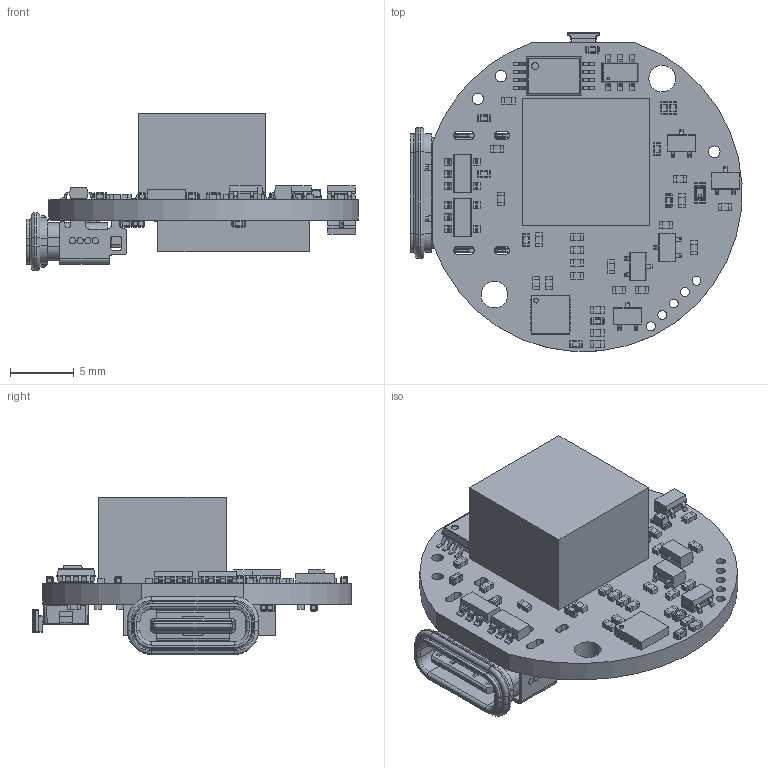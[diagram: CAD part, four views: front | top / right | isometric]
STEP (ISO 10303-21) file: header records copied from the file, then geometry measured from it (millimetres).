
FILE_DESCRIPTION(('Open CASCADE Model'),'2;1');
FILE_NAME('Open CASCADE Shape Model','2022-06-29T14:27:50',('Author'),( 'Open CASCADE'),'Open CASCADE STEP processor 6.8','Open CASCADE 6.8' ,'Unknown');
FILE_SCHEMA(('AUTOMOTIVE_DESIGN { 1 0 10303 214 1 1 1 1 }'));
Length unit declared in the file: millimetre
Products named in the file (175): PCB; Board; R5; RESC1005X40N; R4; Q1; SOT65P210X110-3N; R7; USB; 2130830005; 1; U5; 940998128; Body; PinsArrayLR; R28; R29; R25; R24; R21; R19; R18; R17; R16; R13; Q7; 941036400; C18; CAPC1005X55N; C32; D1; LED1; LEDC1608X80N_RED; R9; R8; R3; C12; C6; C5; C4 ...
Assembly tree (217 placements, depth 4):
  PCB
    Board
    R5
      RESC1005X40N
    R4
      RESC1005X40N
    Q1
      SOT65P210X110-3N
    R7
      RESC1005X40N
    USB
      2130830005
        1
        1
        1
        1
        1
        1
        1
        1
        1
        1
        1
        1
        1
        1
        1
        1
        1
        1
        1
        1
        1
        1
        1
        1
        1
        1
        1
        1
        1
        1
        1
        1
        1
        1
        1
        1
        1
        1
        1
        1
        1
        1
        1
        1
        1
        1
        1
        1
Bounding box: 26.12 x 25.11 x 12.37 mm (x, y, z)
Volume: 2009.4 mm3; surface area: 3035.1 mm2
Topology: 194 solids, 194 shells, 3278 faces, 8187 edges, 5316 vertices
Faces by surface type: plane 1868, cylinder 1065, bspline 156, sphere 126, torus 58, cone 5
Full cylindrical faces by diameter (mm): 0.2 x1, 0.375 x1, 0.5 x16, 0.55 x1, 0.7 x9, 0.8 x1, 0.9 x3, 2.1 x2, 3 x1
Entity records: 55248 total; most frequent: CARTESIAN_POINT 10174, DIRECTION 8999, ORIENTED_EDGE 8498, EDGE_CURVE 4249, LINE 3143, VECTOR 3143, AXIS2_PLACEMENT_3D 2928, VERTEX_POINT 2744
